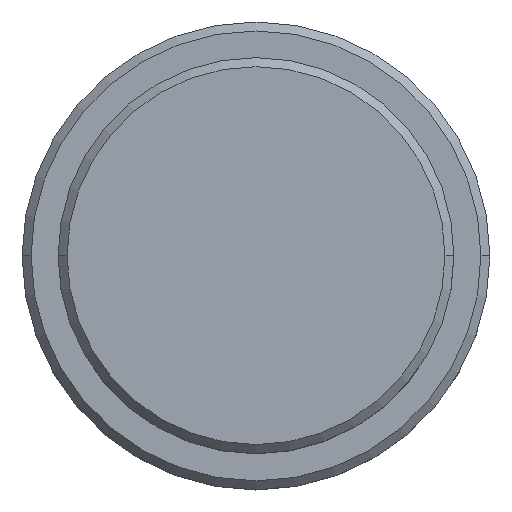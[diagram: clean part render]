
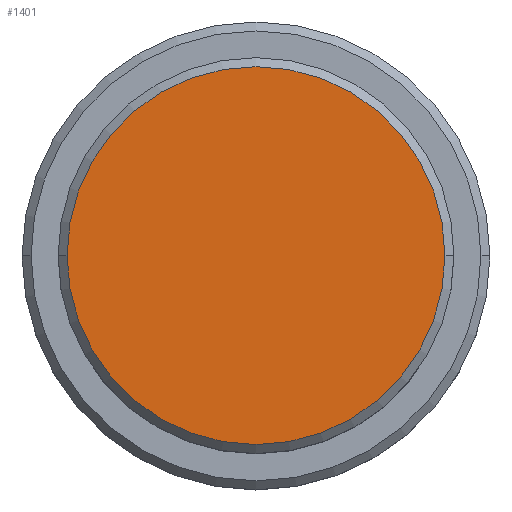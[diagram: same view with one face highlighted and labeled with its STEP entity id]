
A CAD part, top view. The second image highlights one B-rep face of the part: STEP entity #1401.
In plain terms, the highlighted planar face has unit normal (0, 0, 1).
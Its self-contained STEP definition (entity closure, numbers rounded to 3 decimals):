
#3 = DIRECTION ( 'NONE',  ( 0., 0., 1. ) ) ;
#17 = VERTEX_POINT ( 'NONE', #465 ) ;
#113 = EDGE_CURVE ( 'NONE', #17, #1156, #780, .T. ) ;
#141 = AXIS2_PLACEMENT_3D ( 'NONE', #212, #3, #464 ) ;
#212 = CARTESIAN_POINT ( 'NONE',  ( 0., 0., 0. ) ) ;
#326 = AXIS2_PLACEMENT_3D ( 'NONE', #607, #1396, #1057 ) ;
#334 = ORIENTED_EDGE ( 'NONE', *, *, #1361, .T. ) ;
#407 = DIRECTION ( 'NONE',  ( 0., 0., 1. ) ) ;
#430 = ORIENTED_EDGE ( 'NONE', *, *, #113, .T. ) ;
#464 = DIRECTION ( 'NONE',  ( 1., 0., 0. ) ) ;
#465 = CARTESIAN_POINT ( 'NONE',  ( 10.5, 0., 0. ) ) ;
#607 = CARTESIAN_POINT ( 'NONE',  ( 0., 0., 0. ) ) ;
#744 = FACE_OUTER_BOUND ( 'NONE', #1344, .T. ) ;
#780 = CIRCLE ( 'NONE', #1122, 10.5 ) ;
#848 = PLANE ( 'NONE',  #326 ) ;
#855 = DIRECTION ( 'NONE',  ( 1., 0., 0. ) ) ;
#928 = CIRCLE ( 'NONE', #141, 10.5 ) ;
#1003 = CARTESIAN_POINT ( 'NONE',  ( -10.5, 0., 0. ) ) ;
#1057 = DIRECTION ( 'NONE',  ( 1., 0., 0. ) ) ;
#1122 = AXIS2_PLACEMENT_3D ( 'NONE', #1391, #407, #855 ) ;
#1156 = VERTEX_POINT ( 'NONE', #1003 ) ;
#1344 = EDGE_LOOP ( 'NONE', ( #334, #430 ) ) ;
#1361 = EDGE_CURVE ( 'NONE', #1156, #17, #928, .T. ) ;
#1391 = CARTESIAN_POINT ( 'NONE',  ( 0., 0., 0. ) ) ;
#1396 = DIRECTION ( 'NONE',  ( 0., 0., 1. ) ) ;
#1401 = ADVANCED_FACE ( 'NONE', ( #744 ), #848, .T. ) ;
